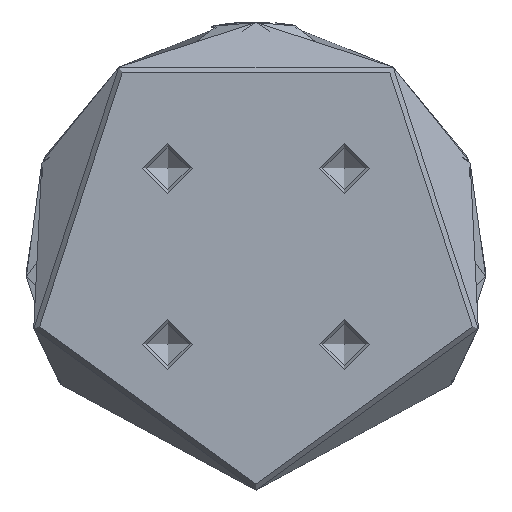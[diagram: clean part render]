
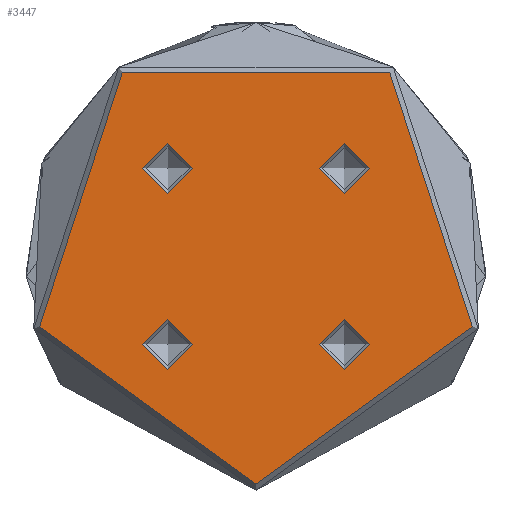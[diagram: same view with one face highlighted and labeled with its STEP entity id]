
A CAD part, front view. The second image highlights one B-rep face of the part: STEP entity #3447.
In plain terms, the highlighted face is planar.
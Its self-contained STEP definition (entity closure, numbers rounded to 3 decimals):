
#42 = CARTESIAN_POINT ( 'NONE',  ( -10.117, -14.142, 0. ) ) ;
#334 = AXIS2_PLACEMENT_3D ( 'NONE', #4007, #1489, #4441 ) ;
#344 = DIRECTION ( 'NONE',  ( 0., 0., 1. ) ) ;
#381 = EDGE_CURVE ( 'NONE', #641, #641, #4859, .T. ) ;
#403 = EDGE_LOOP ( 'NONE', ( #738 ) ) ;
#502 = CARTESIAN_POINT ( 'NONE',  ( -14.142, 14.142, 0. ) ) ;
#592 = AXIS2_PLACEMENT_3D ( 'NONE', #2206, #5129, #2607 ) ;
#641 = VERTEX_POINT ( 'NONE', #847 ) ;
#738 = ORIENTED_EDGE ( 'NONE', *, *, #3396, .F. ) ;
#760 = CIRCLE ( 'NONE', #2067, 4.025 ) ;
#789 = ORIENTED_EDGE ( 'NONE', *, *, #381, .F. ) ;
#821 = FACE_BOUND ( 'NONE', #403, .T. ) ;
#847 = CARTESIAN_POINT ( 'NONE',  ( 18.167, -14.142, 0. ) ) ;
#911 = DIRECTION ( 'NONE',  ( 1., 0., 0. ) ) ;
#1252 = DIRECTION ( 'NONE',  ( 0., 0., 1. ) ) ;
#1357 = PLANE ( 'NONE',  #592 ) ;
#1400 = EDGE_LOOP ( 'NONE', ( #2904 ) ) ;
#1489 = DIRECTION ( 'NONE',  ( 0., 0., 1. ) ) ;
#1794 = ORIENTED_EDGE ( 'NONE', *, *, #4031, .F. ) ;
#2067 = AXIS2_PLACEMENT_3D ( 'NONE', #2150, #5080, #2556 ) ;
#2085 = VERTEX_POINT ( 'NONE', #3399 ) ;
#2144 = CARTESIAN_POINT ( 'NONE',  ( -10.117, 14.142, 0. ) ) ;
#2150 = CARTESIAN_POINT ( 'NONE',  ( -14.142, -14.142, 0. ) ) ;
#2171 = EDGE_CURVE ( 'NONE', #2477, #2477, #5220, .T. ) ;
#2206 = CARTESIAN_POINT ( 'NONE',  ( 0., 36.5, 0. ) ) ;
#2312 = EDGE_LOOP ( 'NONE', ( #2316 ) ) ;
#2316 = ORIENTED_EDGE ( 'NONE', *, *, #2171, .F. ) ;
#2477 = VERTEX_POINT ( 'NONE', #2947 ) ;
#2556 = DIRECTION ( 'NONE',  ( 1., 0., 0. ) ) ;
#2607 = DIRECTION ( 'NONE',  ( 0., 1., 0. ) ) ;
#2847 = CARTESIAN_POINT ( 'NONE',  ( 14.142, -14.142, 0. ) ) ;
#2904 = ORIENTED_EDGE ( 'NONE', *, *, #4844, .T. ) ;
#2914 = FACE_BOUND ( 'NONE', #2312, .T. ) ;
#2947 = CARTESIAN_POINT ( 'NONE',  ( 18.167, 14.142, 0. ) ) ;
#3272 = DIRECTION ( 'NONE',  ( 1., 0., 0. ) ) ;
#3325 = VERTEX_POINT ( 'NONE', #2144 ) ;
#3396 = EDGE_CURVE ( 'NONE', #3325, #3325, #3914, .T. ) ;
#3399 = CARTESIAN_POINT ( 'NONE',  ( 0., -36.5, 0. ) ) ;
#3422 = DIRECTION ( 'NONE',  ( 0., 0., 1. ) ) ;
#3447 = ADVANCED_FACE ( 'NONE', ( #821, #2914, #5161, #5410, #4034 ), #1357, .F. ) ;
#3508 = EDGE_LOOP ( 'NONE', ( #1794 ) ) ;
#3770 = CARTESIAN_POINT ( 'NONE',  ( 14.142, 14.142, 0. ) ) ;
#3914 = CIRCLE ( 'NONE', #4347, 4.025 ) ;
#4007 = CARTESIAN_POINT ( 'NONE',  ( 0., 0., 0. ) ) ;
#4031 = EDGE_CURVE ( 'NONE', #5416, #5416, #760, .T. ) ;
#4034 = FACE_OUTER_BOUND ( 'NONE', #1400, .T. ) ;
#4160 = EDGE_LOOP ( 'NONE', ( #789 ) ) ;
#4184 = DIRECTION ( 'NONE',  ( 1., 0., 0. ) ) ;
#4347 = AXIS2_PLACEMENT_3D ( 'NONE', #502, #3422, #911 ) ;
#4441 = DIRECTION ( 'NONE',  ( 0., -1., 0. ) ) ;
#4639 = CIRCLE ( 'NONE', #334, 36.5 ) ;
#4844 = EDGE_CURVE ( 'NONE', #2085, #2085, #4639, .T. ) ;
#4859 = CIRCLE ( 'NONE', #4994, 4.025 ) ;
#4994 = AXIS2_PLACEMENT_3D ( 'NONE', #2847, #344, #3272 ) ;
#5080 = DIRECTION ( 'NONE',  ( 0., 0., 1. ) ) ;
#5129 = DIRECTION ( 'NONE',  ( 0., 0., -1. ) ) ;
#5161 = FACE_BOUND ( 'NONE', #4160, .T. ) ;
#5220 = CIRCLE ( 'NONE', #5372, 4.025 ) ;
#5372 = AXIS2_PLACEMENT_3D ( 'NONE', #3770, #1252, #4184 ) ;
#5410 = FACE_BOUND ( 'NONE', #3508, .T. ) ;
#5416 = VERTEX_POINT ( 'NONE', #42 ) ;
